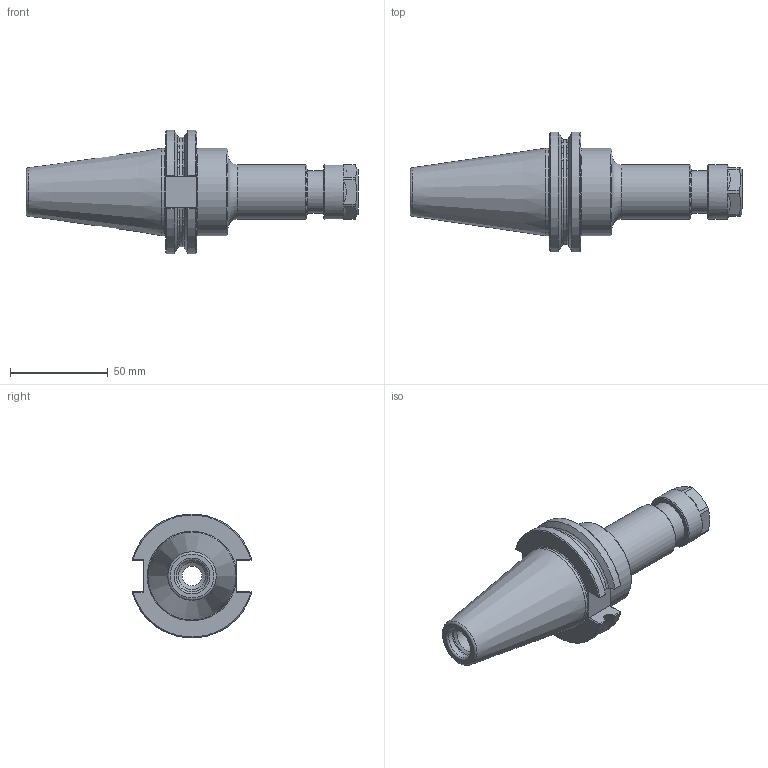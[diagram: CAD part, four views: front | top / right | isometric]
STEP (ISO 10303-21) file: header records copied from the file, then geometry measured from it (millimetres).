
FILE_DESCRIPTION(/* description */ (''),/* implementation_level */ '2;1');
FILE_NAME(/* name */ 'CAT40-ER16H-0400.stp',/* time_stamp */ '2018-12-06T13:43:08-06:00',/* author */ ('Lee'),/* organization */ (''),/* preprocessor_version */ 'ST-DEVELOPER v17',/* originating_system */ 'Autodesk Inventor LT',/* authorisation */ '');
FILE_SCHEMA (('AUTOMOTIVE_DESIGN { 1 0 10303 214 3 1 1 }'));
Length unit declared in the file: millimetre
Products named in the file (1): CAT40-ER16H-0400
Bounding box: 169.87 x 61.16 x 63.31 mm (x, y, z)
Volume: 155119 mm3; surface area: 32710.6 mm2
Topology: 2 solids, 2 shells, 115 faces, 340 edges, 237 vertices
Faces by surface type: plane 50, cone 28, cylinder 22, torus 15
Full cylindrical faces by diameter (mm): 10 x1, 10.15 x1, 11.21 x1, 12.552 x1, 14 x1, 14.64 x1, 16.3 x1, 16.5 x1, 18.5 x1, 20.5 x1, 22 x1, 23.56 x1, 28 x2, 44.57 x1, 44.8 x1
Entity records: 4028 total; most frequent: CARTESIAN_POINT 876, ORIENTED_EDGE 680, DIRECTION 680, EDGE_CURVE 340, AXIS2_PLACEMENT_3D 284, VERTEX_POINT 237, CIRCLE 168, EDGE_LOOP 127
